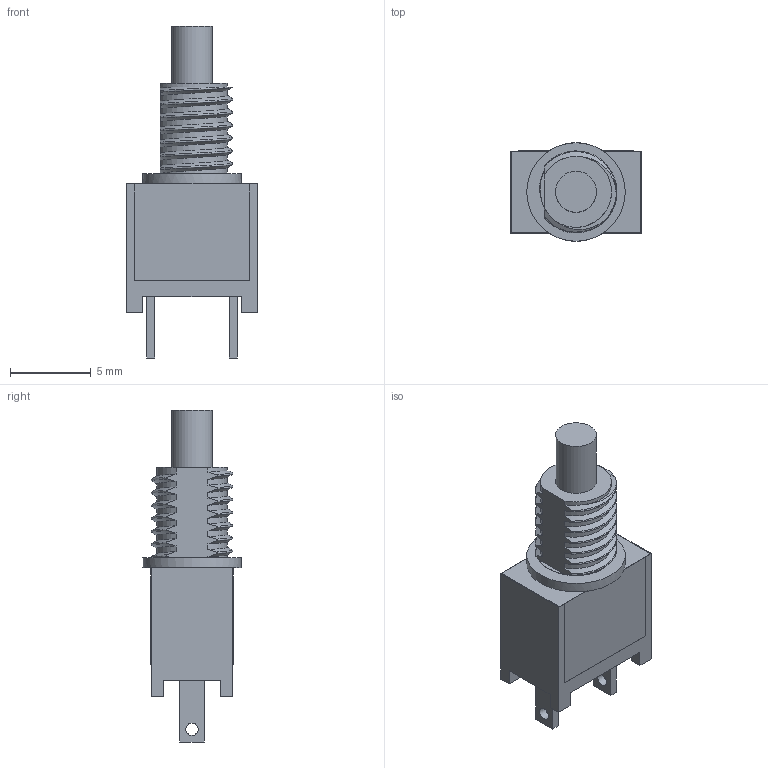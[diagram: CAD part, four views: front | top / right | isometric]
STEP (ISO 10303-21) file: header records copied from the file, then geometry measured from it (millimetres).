
FILE_DESCRIPTION(('FreeCAD Model'),'2;1');
FILE_NAME('Salecom_TS-21_Red.step', '2019-08-27T02:19:22',('Author'),(''), 'Open CASCADE STEP processor 6.8','FreeCAD','Unknown');
FILE_SCHEMA(('AUTOMOTIVE_DESIGN { 1 0 10303 214 1 1 1 1 }'));
Length unit declared in the file: millimetre
Products named in the file (1): Salecom_TS-21_Red
Bounding box: 8.13 x 6.1 x 20.58 mm (x, y, z)
Volume: 425.1 mm3; surface area: 468.8 mm2
Topology: 1 solids, 1 shells, 124 faces, 308 edges, 189 vertices
Faces by surface type: plane 61, bspline 44, cylinder 19
Full cylindrical faces by diameter (mm): 0.76 x2, 2.54 x1, 6.1 x1
Entity records: 14212 total; most frequent: CARTESIAN_POINT 10808, ORIENTED_EDGE 614, DIRECTION 363, EDGE_CURVE 307, VERTEX_POINT 189, LINE 157, VECTOR 157, FACE_BOUND 132
